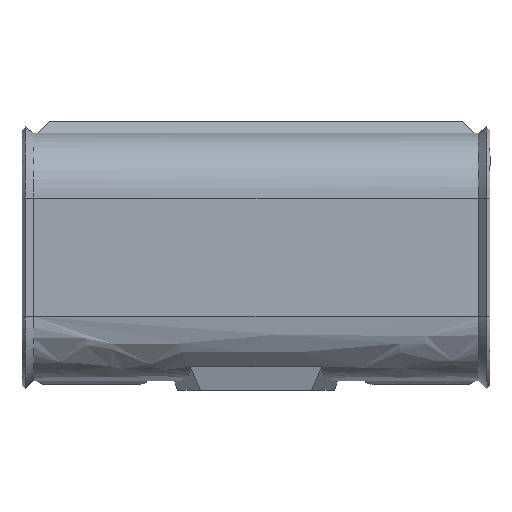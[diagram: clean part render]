
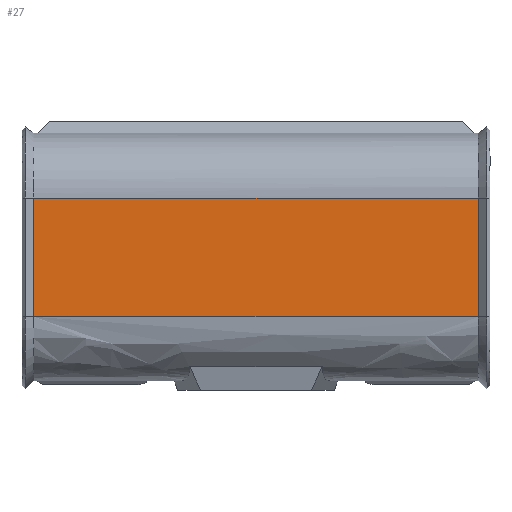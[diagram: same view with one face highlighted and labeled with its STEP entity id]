
A CAD part, front view. The second image highlights one B-rep face of the part: STEP entity #27.
In plain terms, the highlighted planar face has unit normal (0, -1, 0).
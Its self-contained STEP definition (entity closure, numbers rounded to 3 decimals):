
#27=ADVANCED_FACE('',(#170),#2279,.T.);
#170=FACE_OUTER_BOUND('',#313,.T.);
#313=EDGE_LOOP('',(#488,#489,#490,#491));
#488=ORIENTED_EDGE('',*,*,#1225,.F.);
#489=ORIENTED_EDGE('',*,*,#1218,.F.);
#490=ORIENTED_EDGE('',*,*,#1224,.F.);
#491=ORIENTED_EDGE('',*,*,#1223,.F.);
#1218=EDGE_CURVE('',#1983,#1984,#1681,.T.);
#1223=EDGE_CURVE('',#1989,#1990,#1684,.T.);
#1224=EDGE_CURVE('',#1990,#1983,#1685,.T.);
#1225=EDGE_CURVE('',#1984,#1989,#1686,.T.);
#1681=B_SPLINE_CURVE_WITH_KNOTS('',1,(#4575,#4576),.UNSPECIFIED.,.F.,.F.,
(2,2),(0.,188.),.UNSPECIFIED.);
#1684=B_SPLINE_CURVE_WITH_KNOTS('',1,(#4587,#4588),.UNSPECIFIED.,.F.,.F.,
(2,2),(-188.,0.),.UNSPECIFIED.);
#1685=B_SPLINE_CURVE_WITH_KNOTS('',1,(#4589,#4590),.UNSPECIFIED.,.F.,.F.,
(2,2),(-50.262,0.),.UNSPECIFIED.);
#1686=B_SPLINE_CURVE_WITH_KNOTS('',1,(#4591,#4592),.UNSPECIFIED.,.F.,.F.,
(2,2),(-50.262,0.),.UNSPECIFIED.);
#1983=VERTEX_POINT('',#4310);
#1984=VERTEX_POINT('',#4311);
#1989=VERTEX_POINT('',#4316);
#1990=VERTEX_POINT('',#4317);
#2279=PLANE('',#2444);
#2444=AXIS2_PLACEMENT_3D('',#2622,#2524,$);
#2524=DIRECTION('',(0.,-1.,0.));
#2622=CARTESIAN_POINT('',(113.105,-79.5,95.593));
#4310=CARTESIAN_POINT('',(94.,-79.5,40.));
#4311=CARTESIAN_POINT('',(-94.,-79.5,40.));
#4316=CARTESIAN_POINT('',(-94.,-79.5,90.262));
#4317=CARTESIAN_POINT('',(94.,-79.5,90.262));
#4575=CARTESIAN_POINT('',(94.,-79.5,40.));
#4576=CARTESIAN_POINT('',(-94.,-79.5,40.));
#4587=CARTESIAN_POINT('',(-94.,-79.5,90.262));
#4588=CARTESIAN_POINT('',(94.,-79.5,90.262));
#4589=CARTESIAN_POINT('',(94.,-79.5,90.262));
#4590=CARTESIAN_POINT('',(94.,-79.5,40.));
#4591=CARTESIAN_POINT('',(-94.,-79.5,40.));
#4592=CARTESIAN_POINT('',(-94.,-79.5,90.262));
